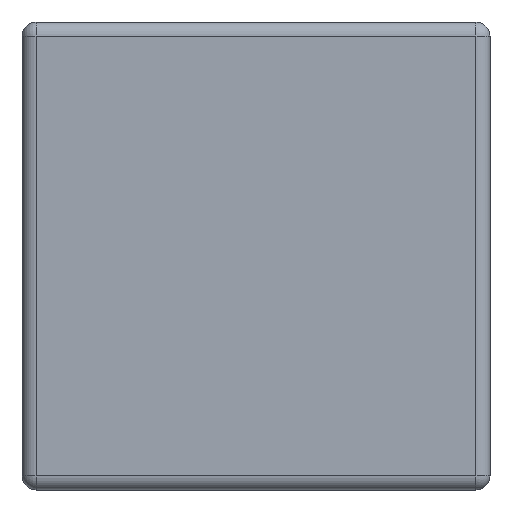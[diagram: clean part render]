
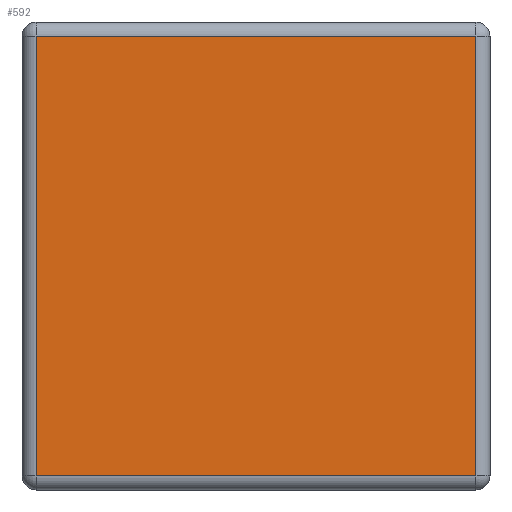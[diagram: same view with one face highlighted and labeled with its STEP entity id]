
A CAD part, front view. The second image highlights one B-rep face of the part: STEP entity #592.
In plain terms, the highlighted planar face has unit normal (0, -1, 0).
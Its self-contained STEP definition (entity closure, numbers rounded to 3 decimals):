
#592 = ADVANCED_FACE('',(#593),#627,.F.);
#593 = FACE_BOUND('',#594,.T.);
#594 = EDGE_LOOP('',(#595,#605,#613,#621));
#595 = ORIENTED_EDGE('',*,*,#596,.T.);
#596 = EDGE_CURVE('',#597,#599,#601,.T.);
#597 = VERTEX_POINT('',#598);
#598 = CARTESIAN_POINT('',(0.235,-0.5,0.485));
#599 = VERTEX_POINT('',#600);
#600 = CARTESIAN_POINT('',(-0.235,-0.5,0.485));
#601 = LINE('',#602,#603);
#602 = CARTESIAN_POINT('',(-0.25,-0.5,0.485));
#603 = VECTOR('',#604,1.);
#604 = DIRECTION('',(-1.,0.,0.));
#605 = ORIENTED_EDGE('',*,*,#606,.T.);
#606 = EDGE_CURVE('',#599,#607,#609,.T.);
#607 = VERTEX_POINT('',#608);
#608 = CARTESIAN_POINT('',(-0.235,-0.5,0.015));
#609 = LINE('',#610,#611);
#610 = CARTESIAN_POINT('',(-0.235,-0.5,0.5));
#611 = VECTOR('',#612,1.);
#612 = DIRECTION('',(0.,0.,-1.));
#613 = ORIENTED_EDGE('',*,*,#614,.T.);
#614 = EDGE_CURVE('',#607,#615,#617,.T.);
#615 = VERTEX_POINT('',#616);
#616 = CARTESIAN_POINT('',(0.235,-0.5,0.015));
#617 = LINE('',#618,#619);
#618 = CARTESIAN_POINT('',(-0.25,-0.5,0.015));
#619 = VECTOR('',#620,1.);
#620 = DIRECTION('',(1.,0.,0.));
#621 = ORIENTED_EDGE('',*,*,#622,.T.);
#622 = EDGE_CURVE('',#615,#597,#623,.T.);
#623 = LINE('',#624,#625);
#624 = CARTESIAN_POINT('',(0.235,-0.5,0.5));
#625 = VECTOR('',#626,1.);
#626 = DIRECTION('',(0.,0.,1.));
#627 = PLANE('',#628);
#628 = AXIS2_PLACEMENT_3D('',#629,#630,#631);
#629 = CARTESIAN_POINT('',(-0.25,-0.5,0.5));
#630 = DIRECTION('',(0.,1.,0.));
#631 = DIRECTION('',(-1.,0.,0.));
